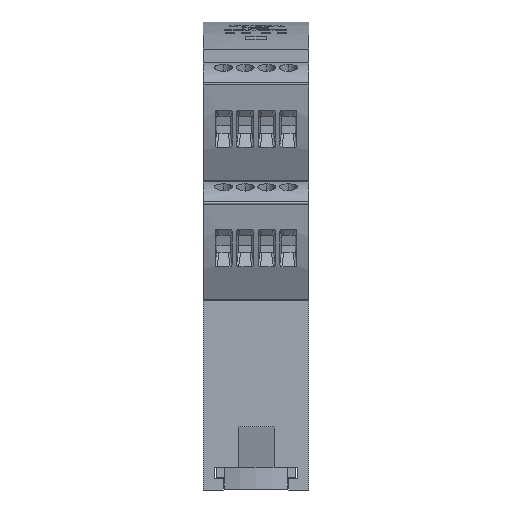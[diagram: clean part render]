
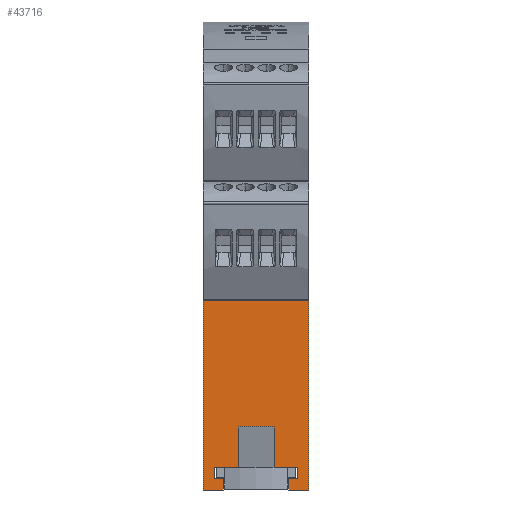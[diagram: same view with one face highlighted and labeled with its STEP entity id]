
A CAD part, front view. The second image highlights one B-rep face of the part: STEP entity #43716.
In plain terms, the highlighted planar face has unit normal (0, -1, 0).
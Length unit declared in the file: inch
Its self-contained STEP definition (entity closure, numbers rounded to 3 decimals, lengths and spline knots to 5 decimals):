
#233 = LINE ( 'NONE', #67687, #22357 ) ;
#3170 = ORIENTED_EDGE ( 'NONE', *, *, #54478, .T. ) ;
#3766 = FACE_OUTER_BOUND ( 'NONE', #66867, .T. ) ;
#4872 = CARTESIAN_POINT ( 'NONE',  ( 0.4626, -1.77165, -3.85827 ) ) ;
#5041 = ORIENTED_EDGE ( 'NONE', *, *, #66691, .T. ) ;
#5646 = VERTEX_POINT ( 'NONE', #41848 ) ;
#6911 = VECTOR ( 'NONE', #64462, 39.37008 ) ;
#8507 = CARTESIAN_POINT ( 'NONE',  ( -0.36417, -1.77165, -3.66142 ) ) ;
#8592 = LINE ( 'NONE', #52017, #19232 ) ;
#8723 = ORIENTED_EDGE ( 'NONE', *, *, #10624, .T. ) ;
#8987 = VERTEX_POINT ( 'NONE', #63470 ) ;
#10036 = DIRECTION ( 'NONE',  ( 0., 0., -1. ) ) ;
#10238 = VECTOR ( 'NONE', #34618, 39.37008 ) ;
#10293 = LINE ( 'NONE', #48161, #6911 ) ;
#10624 = EDGE_CURVE ( 'NONE', #44731, #25556, #29141, .T. ) ;
#11276 = LINE ( 'NONE', #21359, #44643 ) ;
#11688 = ORIENTED_EDGE ( 'NONE', *, *, #30543, .T. ) ;
#12500 = LINE ( 'NONE', #35074, #28135 ) ;
#12604 = CARTESIAN_POINT ( 'NONE',  ( 0.15748, -1.77165, -3.66142 ) ) ;
#12834 = VERTEX_POINT ( 'NONE', #59301 ) ;
#14679 = DIRECTION ( 'NONE',  ( -1., 0., 0. ) ) ;
#14801 = VECTOR ( 'NONE', #14679, 39.37008 ) ;
#15086 = LINE ( 'NONE', #36639, #58560 ) ;
#15174 = DIRECTION ( 'NONE',  ( 0., 0., 1. ) ) ;
#15196 = DIRECTION ( 'NONE',  ( 0., 0., -1. ) ) ;
#15445 = VECTOR ( 'NONE', #23758, 39.37008 ) ;
#15616 = EDGE_CURVE ( 'NONE', #48051, #67464, #41703, .T. ) ;
#16261 = LINE ( 'NONE', #53102, #24645 ) ;
#17100 = VERTEX_POINT ( 'NONE', #12604 ) ;
#17905 = EDGE_CURVE ( 'NONE', #56211, #64355, #15086, .T. ) ;
#19232 = VECTOR ( 'NONE', #15174, 39.37008 ) ;
#19956 = VECTOR ( 'NONE', #50395, 39.37008 ) ;
#20052 = DIRECTION ( 'NONE',  ( 1., 0., 0. ) ) ;
#20415 = CARTESIAN_POINT ( 'NONE',  ( 0.4626, -1.77165, 0. ) ) ;
#20721 = CARTESIAN_POINT ( 'NONE',  ( 0.15748, -1.77165, 0. ) ) ;
#21359 = CARTESIAN_POINT ( 'NONE',  ( 0.36417, -1.77165, 0. ) ) ;
#22085 = EDGE_CURVE ( 'NONE', #17100, #53183, #233, .T. ) ;
#22093 = VERTEX_POINT ( 'NONE', #38774 ) ;
#22357 = VECTOR ( 'NONE', #20052, 39.37008 ) ;
#23507 = CARTESIAN_POINT ( 'NONE',  ( -0.36417, -1.77165, -3.75984 ) ) ;
#23758 = DIRECTION ( 'NONE',  ( 0., 0., -1. ) ) ;
#23947 = VECTOR ( 'NONE', #36835, 39.37008 ) ;
#24254 = VERTEX_POINT ( 'NONE', #50701 ) ;
#24645 = VECTOR ( 'NONE', #10036, 39.37008 ) ;
#25099 = LINE ( 'NONE', #41445, #14801 ) ;
#25549 = AXIS2_PLACEMENT_3D ( 'NONE', #20415, #56914, #15196 ) ;
#25556 = VERTEX_POINT ( 'NONE', #8507 ) ;
#26192 = EDGE_CURVE ( 'NONE', #8987, #48545, #52752, .T. ) ;
#28135 = VECTOR ( 'NONE', #29848, 39.37008 ) ;
#29052 = LINE ( 'NONE', #39812, #10238 ) ;
#29141 = LINE ( 'NONE', #66662, #41961 ) ;
#29848 = DIRECTION ( 'NONE',  ( -1., 0., 0. ) ) ;
#30004 = VECTOR ( 'NONE', #41521, 39.37008 ) ;
#30181 = ORIENTED_EDGE ( 'NONE', *, *, #35933, .T. ) ;
#30543 = EDGE_CURVE ( 'NONE', #12834, #24254, #66021, .T. ) ;
#30725 = EDGE_CURVE ( 'NONE', #30859, #48051, #16261, .T. ) ;
#30859 = VERTEX_POINT ( 'NONE', #62690 ) ;
#30882 = ORIENTED_EDGE ( 'NONE', *, *, #64571, .F. ) ;
#32488 = ORIENTED_EDGE ( 'NONE', *, *, #67977, .T. ) ;
#32921 = EDGE_CURVE ( 'NONE', #67464, #12834, #8592, .T. ) ;
#33363 = ORIENTED_EDGE ( 'NONE', *, *, #22085, .T. ) ;
#34448 = VERTEX_POINT ( 'NONE', #47258 ) ;
#34618 = DIRECTION ( 'NONE',  ( 0., 0., 1. ) ) ;
#34763 = LINE ( 'NONE', #20721, #19956 ) ;
#35074 = CARTESIAN_POINT ( 'NONE',  ( 0.4626, -1.77165, -3.75984 ) ) ;
#35771 = CARTESIAN_POINT ( 'NONE',  ( -0.28543, -1.77165, 0. ) ) ;
#35933 = EDGE_CURVE ( 'NONE', #24254, #22093, #44612, .T. ) ;
#36077 = PLANE ( 'NONE',  #25549 ) ;
#36639 = CARTESIAN_POINT ( 'NONE',  ( 0.4626, -1.77165, -3.30709 ) ) ;
#36788 = DIRECTION ( 'NONE',  ( 0., 0., 1. ) ) ;
#36835 = DIRECTION ( 'NONE',  ( 1., 0., 0. ) ) ;
#36911 = ORIENTED_EDGE ( 'NONE', *, *, #48516, .T. ) ;
#38216 = DIRECTION ( 'NONE',  ( -1., 0., 0. ) ) ;
#38398 = EDGE_CURVE ( 'NONE', #64355, #17100, #34763, .T. ) ;
#38672 = DIRECTION ( 'NONE',  ( 1., 0., 0. ) ) ;
#38774 = CARTESIAN_POINT ( 'NONE',  ( -0.4626, -1.77165, -3.85827 ) ) ;
#39812 = CARTESIAN_POINT ( 'NONE',  ( -0.15748, -1.77165, 0. ) ) ;
#40250 = DIRECTION ( 'NONE',  ( 0., 0., 1. ) ) ;
#40487 = CARTESIAN_POINT ( 'NONE',  ( -0.4626, -1.77165, -3.66142 ) ) ;
#40902 = VECTOR ( 'NONE', #36788, 39.37008 ) ;
#41445 = CARTESIAN_POINT ( 'NONE',  ( 0.4626, -1.77165, -3.75984 ) ) ;
#41521 = DIRECTION ( 'NONE',  ( 1., 0., 0. ) ) ;
#41703 = LINE ( 'NONE', #4872, #23947 ) ;
#41848 = CARTESIAN_POINT ( 'NONE',  ( 0.36417, -1.77165, -3.75984 ) ) ;
#41961 = VECTOR ( 'NONE', #40250, 39.37008 ) ;
#42036 = ORIENTED_EDGE ( 'NONE', *, *, #38398, .T. ) ;
#43716 = ADVANCED_FACE ( 'NONE', ( #3766 ), #36077, .T. ) ;
#44612 = LINE ( 'NONE', #55043, #15445 ) ;
#44643 = VECTOR ( 'NONE', #60517, 39.37008 ) ;
#44731 = VERTEX_POINT ( 'NONE', #23507 ) ;
#45738 = VECTOR ( 'NONE', #38216, 39.37008 ) ;
#46602 = ORIENTED_EDGE ( 'NONE', *, *, #15616, .T. ) ;
#47101 = ORIENTED_EDGE ( 'NONE', *, *, #30725, .T. ) ;
#47258 = CARTESIAN_POINT ( 'NONE',  ( -0.15748, -1.77165, -3.66142 ) ) ;
#48051 = VERTEX_POINT ( 'NONE', #59715 ) ;
#48116 = CARTESIAN_POINT ( 'NONE',  ( 0.15748, -1.77165, -3.30709 ) ) ;
#48161 = CARTESIAN_POINT ( 'NONE',  ( 0.4626, -1.77165, -3.85827 ) ) ;
#48516 = EDGE_CURVE ( 'NONE', #53183, #5646, #11276, .T. ) ;
#48545 = VERTEX_POINT ( 'NONE', #63422 ) ;
#50395 = DIRECTION ( 'NONE',  ( 0., 0., -1. ) ) ;
#50701 = CARTESIAN_POINT ( 'NONE',  ( -0.4626, -1.77165, -2.20472 ) ) ;
#50847 = ORIENTED_EDGE ( 'NONE', *, *, #26192, .T. ) ;
#52017 = CARTESIAN_POINT ( 'NONE',  ( 0.4626, -1.77165, 0. ) ) ;
#52752 = LINE ( 'NONE', #35771, #40902 ) ;
#53102 = CARTESIAN_POINT ( 'NONE',  ( 0.28543, -1.77165, 0. ) ) ;
#53183 = VERTEX_POINT ( 'NONE', #63749 ) ;
#54478 = EDGE_CURVE ( 'NONE', #25556, #34448, #68272, .T. ) ;
#54958 = ORIENTED_EDGE ( 'NONE', *, *, #17905, .T. ) ;
#55043 = CARTESIAN_POINT ( 'NONE',  ( -0.4626, -1.77165, -6.52559 ) ) ;
#55455 = CARTESIAN_POINT ( 'NONE',  ( -0.15748, -1.77165, -3.30709 ) ) ;
#56211 = VERTEX_POINT ( 'NONE', #55455 ) ;
#56914 = DIRECTION ( 'NONE',  ( 0., -1., 0. ) ) ;
#58560 = VECTOR ( 'NONE', #38672, 39.37008 ) ;
#59301 = CARTESIAN_POINT ( 'NONE',  ( 0.4626, -1.77165, -2.20472 ) ) ;
#59715 = CARTESIAN_POINT ( 'NONE',  ( 0.28543, -1.77165, -3.85827 ) ) ;
#60186 = CARTESIAN_POINT ( 'NONE',  ( 0.4626, -1.77165, -3.85827 ) ) ;
#60517 = DIRECTION ( 'NONE',  ( 0., 0., -1. ) ) ;
#60780 = CARTESIAN_POINT ( 'NONE',  ( 0.4626, -1.77165, -2.20472 ) ) ;
#61018 = ORIENTED_EDGE ( 'NONE', *, *, #64295, .T. ) ;
#62690 = CARTESIAN_POINT ( 'NONE',  ( 0.28543, -1.77165, -3.75984 ) ) ;
#63422 = CARTESIAN_POINT ( 'NONE',  ( -0.28543, -1.77165, -3.75984 ) ) ;
#63470 = CARTESIAN_POINT ( 'NONE',  ( -0.28543, -1.77165, -3.85827 ) ) ;
#63749 = CARTESIAN_POINT ( 'NONE',  ( 0.36417, -1.77165, -3.66142 ) ) ;
#63941 = ORIENTED_EDGE ( 'NONE', *, *, #32921, .T. ) ;
#64295 = EDGE_CURVE ( 'NONE', #34448, #56211, #29052, .T. ) ;
#64355 = VERTEX_POINT ( 'NONE', #48116 ) ;
#64462 = DIRECTION ( 'NONE',  ( -1., 0., 0. ) ) ;
#64571 = EDGE_CURVE ( 'NONE', #8987, #22093, #10293, .T. ) ;
#66021 = LINE ( 'NONE', #60780, #45738 ) ;
#66662 = CARTESIAN_POINT ( 'NONE',  ( -0.36417, -1.77165, 0. ) ) ;
#66691 = EDGE_CURVE ( 'NONE', #5646, #30859, #25099, .T. ) ;
#66867 = EDGE_LOOP ( 'NONE', ( #30882, #50847, #32488, #8723, #3170, #61018, #54958, #42036, #33363, #36911, #5041, #47101, #46602, #63941, #11688, #30181 ) ) ;
#67464 = VERTEX_POINT ( 'NONE', #60186 ) ;
#67687 = CARTESIAN_POINT ( 'NONE',  ( -0.4626, -1.77165, -3.66142 ) ) ;
#67977 = EDGE_CURVE ( 'NONE', #48545, #44731, #12500, .T. ) ;
#68272 = LINE ( 'NONE', #40487, #30004 ) ;
